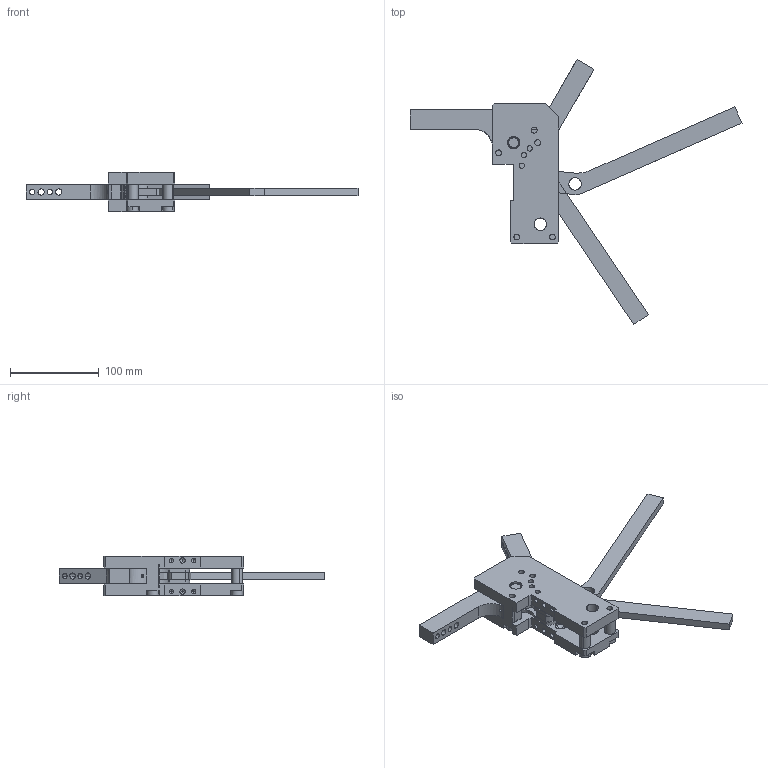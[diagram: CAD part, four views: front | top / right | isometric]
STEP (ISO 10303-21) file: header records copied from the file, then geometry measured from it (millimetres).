
FILE_DESCRIPTION(('CATIA V5 STEP Exchange'),'2;1');
FILE_NAME('HKC_40_B_TUENKERS.stp','2012-08-16T09:48:05+00:00',('none'),('none'),'CATIA Version 5 Release 19 SP 3 (IN-10)','CATIA V5 STEP AP203','none');
FILE_SCHEMA(('CONFIG_CONTROL_DESIGN'));
Length unit declared in the file: millimetre
Products named in the file (1): HKC_40_B_TUENKERS
Bounding box: 374.51 x 298.99 x 45 mm (x, y, z)
Volume: 466464 mm3; surface area: 128454.8 mm2
Topology: 3 solids, 7 shells, 450 faces, 1259 edges, 815 vertices
Faces by surface type: plane 153, cylinder 132, bspline 127, cone 38
Entity records: 17322 total; most frequent: CARTESIAN_POINT 7629, ORIENTED_EDGE 2458, DIRECTION 1284, EDGE_CURVE 1229, VERTEX_POINT 815, EDGE_LOOP 546, VECTOR 519, LINE 519
